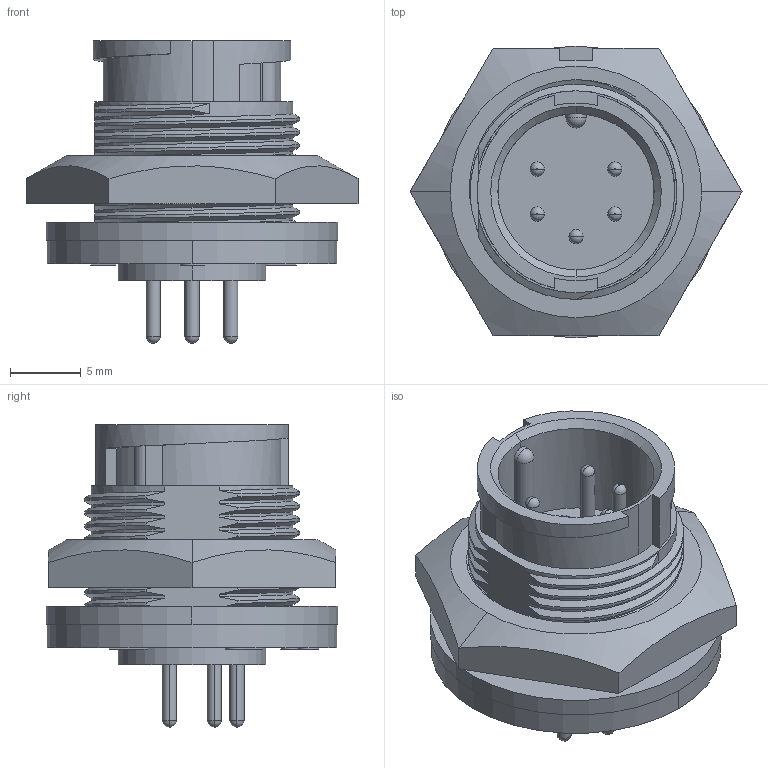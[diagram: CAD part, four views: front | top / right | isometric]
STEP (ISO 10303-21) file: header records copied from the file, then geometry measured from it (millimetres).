
FILE_DESCRIPTION (( 'STEP AP203' ), '1' );
FILE_NAME ('7281-5PG-300.STEP', '2013-03-05T16:28:35', ( 'J0FPBF1' ), ( '' ), 'SwSTEP 2.0', 'SolidWorks 2012', '' );
FILE_SCHEMA (( 'CONFIG_CONTROL_DESIGN' ));
Length unit declared in the file: inch
Products named in the file (1): 7281-5PG-300
Bounding box: 23.46 x 20.62 x 21.36 mm (x, y, z)
Volume: 2922.6 mm3; surface area: 2914.7 mm2
Topology: 2 solids, 2 shells, 274 faces, 720 edges, 471 vertices
Faces by surface type: plane 96, cylinder 88, bspline 65, torus 20, cone 4, sphere 1
Entity records: 16223 total; most frequent: CARTESIAN_POINT 10074, ORIENTED_EDGE 1436, DIRECTION 1022, EDGE_CURVE 718, VERTEX_POINT 470, AXIS2_PLACEMENT_3D 342, LINE 338, VECTOR 338
